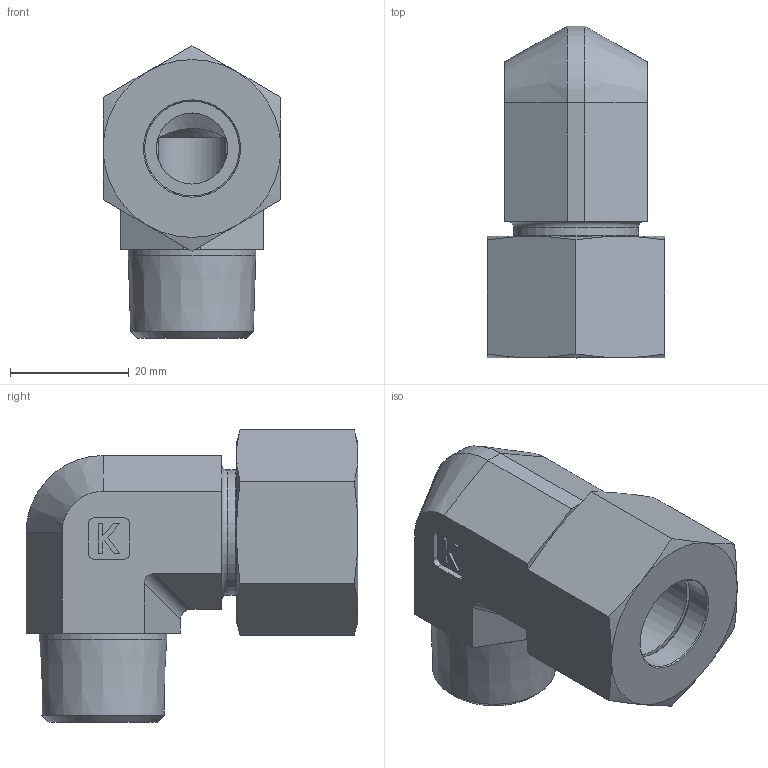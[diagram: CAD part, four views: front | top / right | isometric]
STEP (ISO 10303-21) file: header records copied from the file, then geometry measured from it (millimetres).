
FILE_DESCRIPTION((''),'2;1');
FILE_NAME('24003164824.stp','2014-08-26T10:54:46',(''),('KNOMI spol. s r. o.'),'Autodesk Inventor 2012','Autodesk Inventor 2012','');
FILE_SCHEMA(('AUTOMOTIVE_DESIGN { 1 2 10303 214 0 1 1 1 }'));
Length unit declared in the file: millimetre
Products named in the file (4): LHCR3K 16LRkuž R1/2/M24x1; 23003 164824; 3981624; 40816
Assembly tree (3 placements, depth 2):
  LHCR3K 16LRkuž R1/2/M24x1
    23003 164824
    3981624
    40816
Bounding box: 30 x 55.99 x 49.32 mm (x, y, z)
Volume: 30141.9 mm3; surface area: 13806.2 mm2
Topology: 3 solids, 3 shells, 106 faces, 249 edges, 160 vertices
Faces by surface type: plane 47, cone 33, cylinder 23, torus 3
Full cylindrical faces by diameter (mm): 12 x2, 16 x3, 18.2 x1, 21 x1, 21.1 x1, 21.518 x1, 22.376 x1, 24 x1
Entity records: 3064 total; most frequent: CARTESIAN_POINT 558, DIRECTION 490, ORIENTED_EDGE 418, EDGE_CURVE 209, AXIS2_PLACEMENT_3D 191, EDGE_LOOP 144, VERTEX_POINT 141, STYLED_ITEM 115
